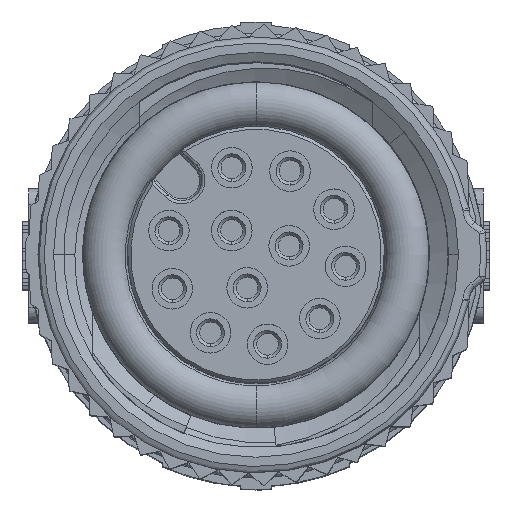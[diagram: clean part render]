
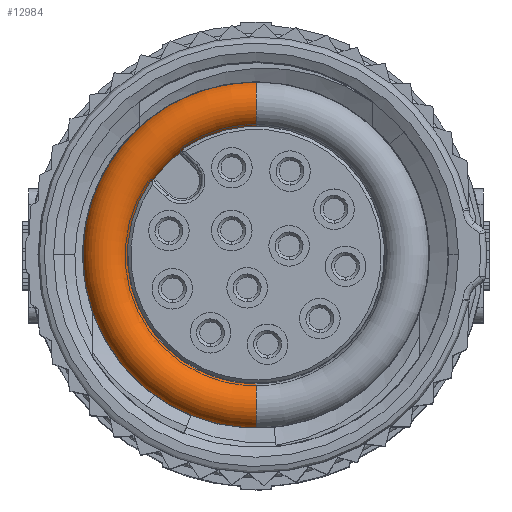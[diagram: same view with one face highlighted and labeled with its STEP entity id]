
A CAD part, top view. The second image highlights one B-rep face of the part: STEP entity #12984.
In plain terms, the highlighted toroidal (fillet/blend) face has major radius 4.845 mm and minor radius 0.75 mm.
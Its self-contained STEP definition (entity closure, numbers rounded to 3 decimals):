
#197=CARTESIAN_POINT('',(0.,0.,0.1));
#198=DIRECTION('',(0.,0.,1.));
#199=DIRECTION('',(0.,1.,0.));
#200=AXIS2_PLACEMENT_3D('',#197,#198,#199);
#202=CARTESIAN_POINT('',(0.,4.845,0.72));
#203=DIRECTION('',(1.,0.,0.));
#204=DIRECTION('',(0.,0.563,-0.827));
#205=AXIS2_PLACEMENT_3D('',#202,#203,#204);
#207=CARTESIAN_POINT('',(-2.322,3.409,0.93));
#208=CARTESIAN_POINT('',(-2.326,3.407,0.93));
#209=CARTESIAN_POINT('',(-2.333,3.401,0.928));
#210=CARTESIAN_POINT('',(-2.343,3.391,0.918));
#211=CARTESIAN_POINT('',(-2.349,3.382,0.904));
#212=CARTESIAN_POINT('',(-2.354,3.373,0.887));
#213=CARTESIAN_POINT('',(-2.358,3.365,0.867));
#214=CARTESIAN_POINT('',(-2.361,3.358,0.844));
#215=CARTESIAN_POINT('',(-2.363,3.353,0.819));
#216=CARTESIAN_POINT('',(-2.364,3.348,0.79));
#217=CARTESIAN_POINT('',(-2.364,3.344,0.759));
#218=CARTESIAN_POINT('',(-2.365,3.343,0.724));
#219=CARTESIAN_POINT('',(-2.364,3.344,0.687));
#220=CARTESIAN_POINT('',(-2.364,3.347,0.652));
#221=CARTESIAN_POINT('',(-2.363,3.352,0.622));
#222=CARTESIAN_POINT('',(-2.361,3.358,0.596));
#223=CARTESIAN_POINT('',(-2.358,3.365,0.573));
#224=CARTESIAN_POINT('',(-2.354,3.373,0.553));
#225=CARTESIAN_POINT('',(-2.349,3.382,0.536));
#226=CARTESIAN_POINT('',(-2.343,3.391,0.522));
#227=CARTESIAN_POINT('',(-2.333,3.401,0.512));
#228=CARTESIAN_POINT('',(-2.326,3.407,0.51));
#229=CARTESIAN_POINT('',(-2.322,3.409,0.51));
#231=CARTESIAN_POINT('',(0.,4.845,0.72));
#232=DIRECTION('',(1.,0.,0.));
#233=DIRECTION('',(0.,-0.96,-0.28));
#234=AXIS2_PLACEMENT_3D('',#231,#232,#233);
#236=CARTESIAN_POINT('',(0.,0.,0.1));
#237=DIRECTION('',(0.,0.,1.));
#238=DIRECTION('',(0.,1.,0.));
#239=AXIS2_PLACEMENT_3D('',#236,#237,#238);
#241=CARTESIAN_POINT('',(0.,-4.845,0.72));
#242=DIRECTION('',(-1.,0.,0.));
#243=DIRECTION('',(0.,0.96,-0.28));
#244=AXIS2_PLACEMENT_3D('',#241,#242,#243);
#246=CARTESIAN_POINT('',(-3.409,2.322,0.51));
#247=CARTESIAN_POINT('',(-3.407,2.326,0.51));
#248=CARTESIAN_POINT('',(-3.401,2.333,0.512));
#249=CARTESIAN_POINT('',(-3.391,2.343,0.522));
#250=CARTESIAN_POINT('',(-3.382,2.349,0.536));
#251=CARTESIAN_POINT('',(-3.373,2.354,0.553));
#252=CARTESIAN_POINT('',(-3.365,2.358,0.573));
#253=CARTESIAN_POINT('',(-3.359,2.361,0.596));
#254=CARTESIAN_POINT('',(-3.353,2.363,0.621));
#255=CARTESIAN_POINT('',(-3.348,2.364,0.65));
#256=CARTESIAN_POINT('',(-3.344,2.364,0.681));
#257=CARTESIAN_POINT('',(-3.343,2.365,0.716));
#258=CARTESIAN_POINT('',(-3.344,2.364,0.753));
#259=CARTESIAN_POINT('',(-3.347,2.364,0.788));
#260=CARTESIAN_POINT('',(-3.352,2.363,0.818));
#261=CARTESIAN_POINT('',(-3.358,2.361,0.844));
#262=CARTESIAN_POINT('',(-3.365,2.358,0.867));
#263=CARTESIAN_POINT('',(-3.373,2.354,0.887));
#264=CARTESIAN_POINT('',(-3.382,2.349,0.904));
#265=CARTESIAN_POINT('',(-3.391,2.343,0.918));
#266=CARTESIAN_POINT('',(-3.401,2.333,0.928));
#267=CARTESIAN_POINT('',(-3.407,2.326,0.93));
#268=CARTESIAN_POINT('',(-3.409,2.322,0.93));
#270=CARTESIAN_POINT('',(0.,-4.845,0.72));
#271=DIRECTION('',(1.,0.,0.));
#272=DIRECTION('',(0.,0.96,0.28));
#273=AXIS2_PLACEMENT_3D('',#270,#271,#272);
#9489=CARTESIAN_POINT('',(0.,0.,0.93));
#9490=DIRECTION('',(0.,0.,1.));
#9491=DIRECTION('',(-0.826,0.563,0.));
#9492=AXIS2_PLACEMENT_3D('',#9489,#9490,#9491);
#9502=CARTESIAN_POINT('',(0.,0.,0.93));
#9503=DIRECTION('',(0.,0.,1.));
#9504=DIRECTION('',(0.,1.,0.));
#9505=AXIS2_PLACEMENT_3D('',#9502,#9503,#9504);
#9544=CARTESIAN_POINT('',(0.,0.,0.51));
#9545=DIRECTION('',(0.,0.,1.));
#9546=DIRECTION('',(0.,1.,0.));
#9547=AXIS2_PLACEMENT_3D('',#9544,#9545,#9546);
#9562=CARTESIAN_POINT('',(0.,0.,0.51));
#9563=DIRECTION('',(0.,0.,1.));
#9564=DIRECTION('',(-0.826,0.563,0.));
#9565=AXIS2_PLACEMENT_3D('',#9562,#9563,#9564);
#10712=CARTESIAN_POINT('',(0.,-4.125,0.51));
#10713=CARTESIAN_POINT('',(0.,4.125,0.51));
#10714=VERTEX_POINT('',#10712);
#10715=VERTEX_POINT('',#10713);
#10716=CARTESIAN_POINT('',(0.,-4.125,0.93));
#10717=CARTESIAN_POINT('',(0.,4.125,0.93));
#10718=VERTEX_POINT('',#10716);
#10719=VERTEX_POINT('',#10717);
#10720=CARTESIAN_POINT('',(-3.409,2.322,0.51));
#10721=VERTEX_POINT('',#10720);
#10722=CARTESIAN_POINT('',(-2.322,3.409,0.51));
#10723=VERTEX_POINT('',#10722);
#10724=CARTESIAN_POINT('',(-3.409,2.322,0.93));
#10725=VERTEX_POINT('',#10724);
#10726=CARTESIAN_POINT('',(-2.322,3.409,0.93));
#10727=VERTEX_POINT('',#10726);
#11537=CARTESIAN_POINT('',(0.,-4.423,0.1));
#11538=CARTESIAN_POINT('',(0.,4.423,0.1));
#11539=VERTEX_POINT('',#11537);
#11540=VERTEX_POINT('',#11538);
#11541=CARTESIAN_POINT('',(0.,-5.267,0.1));
#11542=CARTESIAN_POINT('',(0.,5.267,0.1));
#11543=VERTEX_POINT('',#11541);
#11544=VERTEX_POINT('',#11542);
#12954=CARTESIAN_POINT('',(0.,0.,0.72));
#12955=DIRECTION('',(0.,0.,1.));
#12956=DIRECTION('',(0.,-1.,0.));
#12957=AXIS2_PLACEMENT_3D('',#12954,#12955,#12956);
#12958=TOROIDAL_SURFACE('',#12957,4.845,0.75);
#12960=ORIENTED_EDGE('',*,*,#12959,.F.);
#12962=ORIENTED_EDGE('',*,*,#12961,.T.);
#12964=ORIENTED_EDGE('',*,*,#12963,.T.);
#12966=ORIENTED_EDGE('',*,*,#12965,.T.);
#12968=ORIENTED_EDGE('',*,*,#12967,.F.);
#12970=ORIENTED_EDGE('',*,*,#12969,.T.);
#12972=ORIENTED_EDGE('',*,*,#12971,.T.);
#12974=ORIENTED_EDGE('',*,*,#12973,.F.);
#12976=ORIENTED_EDGE('',*,*,#12975,.F.);
#12977=ORIENTED_EDGE('',*,*,#12938,.T.);
#12979=ORIENTED_EDGE('',*,*,#12978,.T.);
#12981=ORIENTED_EDGE('',*,*,#12980,.T.);
#12982=EDGE_LOOP('',(#12960,#12962,#12964,#12966,#12968,#12970,#12972,#12974,
#12976,#12977,#12979,#12981));
#12983=FACE_OUTER_BOUND('',#12982,.F.);
#12984=ADVANCED_FACE('',(#12983),#12958,.T.);
#201=CIRCLE('',#200,5.267);
#206=CIRCLE('',#205,0.75);
#230=B_SPLINE_CURVE_WITH_KNOTS('',3,(#207,#208,#209,#210,#211,#212,#213,#214,
#215,#216,#217,#218,#219,#220,#221,#222,#223,#224,#225,#226,#227,#228,#229),
.UNSPECIFIED.,.F.,.F.,(4,1,1,1,1,1,1,1,1,1,1,1,1,1,1,1,1,1,1,1,4),(0.,0.05,
0.1,0.15,0.2,0.25,0.3,0.35,0.4,0.45,0.5,0.55,0.6,0.65,
0.7,0.75,0.8,0.85,0.9,0.95,1.),.UNSPECIFIED.);
#235=CIRCLE('',#234,0.75);
#240=CIRCLE('',#239,4.423);
#245=CIRCLE('',#244,0.75);
#269=B_SPLINE_CURVE_WITH_KNOTS('',3,(#246,#247,#248,#249,#250,#251,#252,#253,
#254,#255,#256,#257,#258,#259,#260,#261,#262,#263,#264,#265,#266,#267,#268),
.UNSPECIFIED.,.F.,.F.,(4,1,1,1,1,1,1,1,1,1,1,1,1,1,1,1,1,1,1,1,4),(0.,0.05,
0.1,0.15,0.2,0.25,0.3,0.35,0.4,0.45,0.5,0.55,0.6,0.65,
0.7,0.75,0.8,0.85,0.9,0.95,1.),.UNSPECIFIED.);
#274=CIRCLE('',#273,0.75);
#9493=CIRCLE('',#9492,4.125);
#9506=CIRCLE('',#9505,4.125);
#9548=CIRCLE('',#9547,4.125);
#9566=CIRCLE('',#9565,4.125);
#12938=EDGE_CURVE('',#10721,#10725,#269,.T.);
#12959=EDGE_CURVE('',#11544,#11543,#201,.T.);
#12961=EDGE_CURVE('',#11544,#10719,#206,.T.);
#12963=EDGE_CURVE('',#10719,#10727,#9506,.T.);
#12965=EDGE_CURVE('',#10727,#10723,#230,.T.);
#12967=EDGE_CURVE('',#10715,#10723,#9548,.T.);
#12969=EDGE_CURVE('',#10715,#11540,#235,.T.);
#12971=EDGE_CURVE('',#11540,#11539,#240,.T.);
#12973=EDGE_CURVE('',#10714,#11539,#245,.T.);
#12975=EDGE_CURVE('',#10721,#10714,#9566,.T.);
#12978=EDGE_CURVE('',#10725,#10718,#9493,.T.);
#12980=EDGE_CURVE('',#10718,#11543,#274,.T.);
